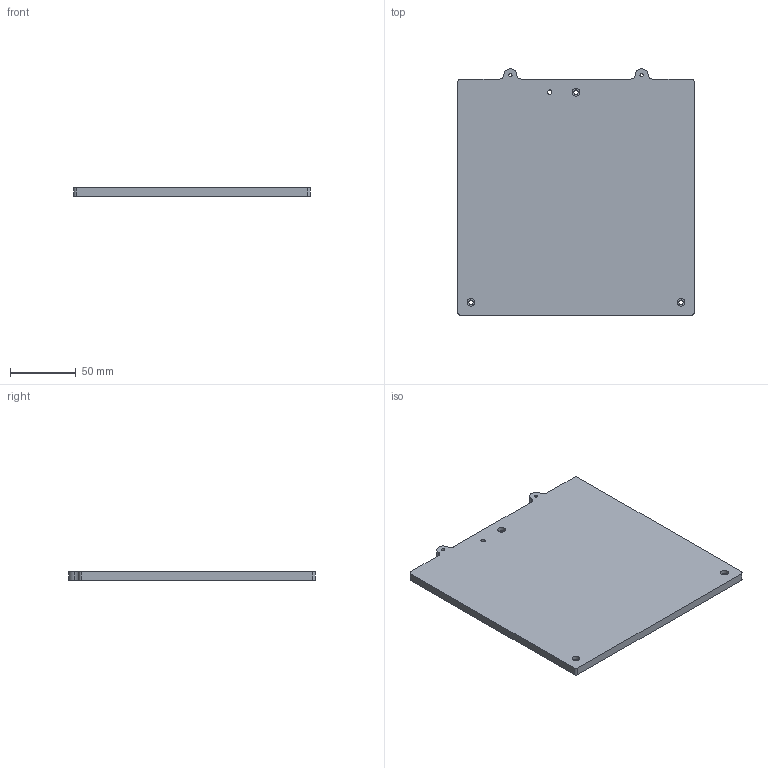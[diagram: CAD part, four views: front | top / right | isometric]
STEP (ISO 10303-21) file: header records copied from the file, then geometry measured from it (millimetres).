
FILE_DESCRIPTION(/* description */ (''),/* implementation_level */ '2;1');
FILE_NAME(/* name */ '180 Bed.step',/* time_stamp */ '2024-01-06T22:11:02-05:00',/* author */ (''),/* organization */ (''),/* preprocessor_version */ 'ST-DEVELOPER v20',/* originating_system */ 'Autodesk Translation Framework v12.14.0.127',/* authorisation */ '');
FILE_SCHEMA (('AUTOMOTIVE_DESIGN { 1 0 10303 214 3 1 1 }'));
Length unit declared in the file: millimetre
Products named in the file (2): 180 Bed; 180mm Bed
Assembly tree (1 placements, depth 2):
  180 Bed
    180mm Bed
Bounding box: 180 x 187.9 x 6.15 mm (x, y, z)
Volume: 199672.2 mm3; surface area: 69935.8 mm2
Topology: 1 solids, 1 shells, 30 faces, 75 edges, 50 vertices
Faces by surface type: cylinder 19, plane 11
Full cylindrical faces by diameter (mm): 2.529 x2, 3.332 x1, 3.4 x3, 6 x3
Entity records: 997 total; most frequent: DIRECTION 179, CARTESIAN_POINT 158, ORIENTED_EDGE 150, EDGE_CURVE 75, AXIS2_PLACEMENT_3D 71, VERTEX_POINT 50, EDGE_LOOP 45, CIRCLE 38
